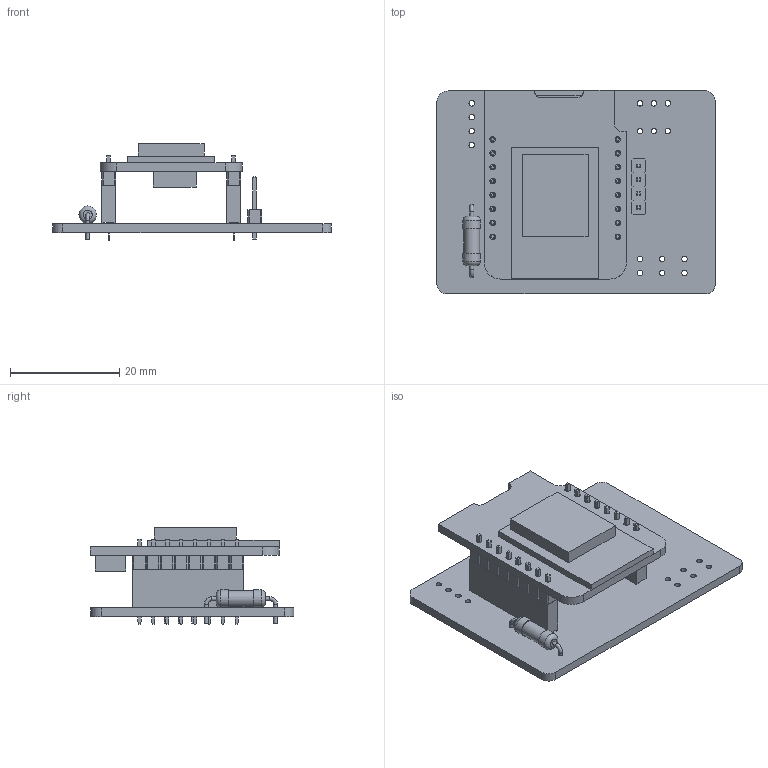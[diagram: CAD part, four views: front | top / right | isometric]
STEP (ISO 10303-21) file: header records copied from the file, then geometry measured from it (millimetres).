
FILE_DESCRIPTION(('KiCad electronic assembly'),'2;1');
FILE_NAME('lumos-cache.step','2020-01-25T14:38:50',('An Author'),( 'A Company'),'Open CASCADE STEP processor 6.9', 'KiCad to STEP converter','Unknown');
FILE_SCHEMA(('AUTOMOTIVE_DESIGN { 1 0 10303 214 1 1 1 1 }'));
Length unit declared in the file: millimetre
Products named in the file (12): Open CASCADE STEP translator 6.9 1; PinHeader_1x04_P2.54mm_Vertical; SOLID; R_Axial_DIN0309_L9.0mm_D3.2mm_P12.70mm_Horizontal; WEMOS_D1_mini_light; PinHeader_1x08_P2.54mm_Vertical; PinSocket_1x08_P2.54mm_Vertical; COMPOUND
Assembly tree (13 placements, depth 3):
  Open CASCADE STEP translator 6.9 1
    PinHeader_1x04_P2.54mm_Vertical
      SOLID
    R_Axial_DIN0309_L9.0mm_D3.2mm_P12.70mm_Horizontal
      SOLID
    WEMOS_D1_mini_light
      SOLID
    PinHeader_1x08_P2.54mm_Vertical  x2
      SOLID
    PinSocket_1x08_P2.54mm_Vertical  x2
      SOLID
    COMPOUND
Bounding box: 50.8 x 37.18 x 17.7 mm (x, y, z)
Volume: 6468 mm3; surface area: 8778.1 mm2
Topology: 8 solids, 8 shells, 1122 faces, 2805 edges, 1792 vertices
Faces by surface type: plane 1048, cylinder 70, torus 4
Full cylindrical faces by diameter (mm): 0.7 x4, 0.8 x2, 1 x52, 2.88 x1, 3.2 x2
Entity records: 46359 total; most frequent: CARTESIAN_POINT 7435, DIRECTION 6425, LINE 4723, VECTOR 4723, ORIENTED_EDGE 3342, PCURVE 3342, DEFINITIONAL_REPRESENTATION 3342, EDGE_CURVE 1671
